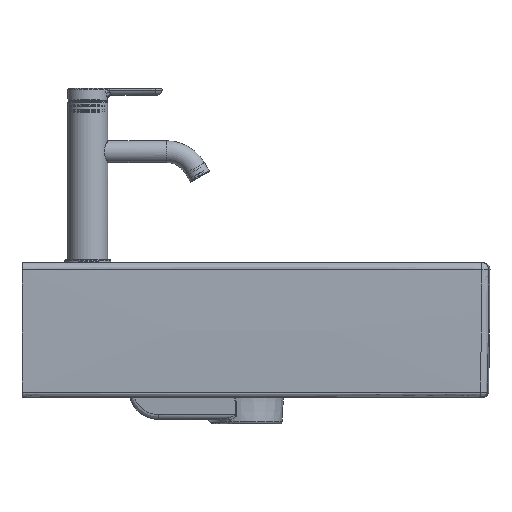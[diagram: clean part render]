
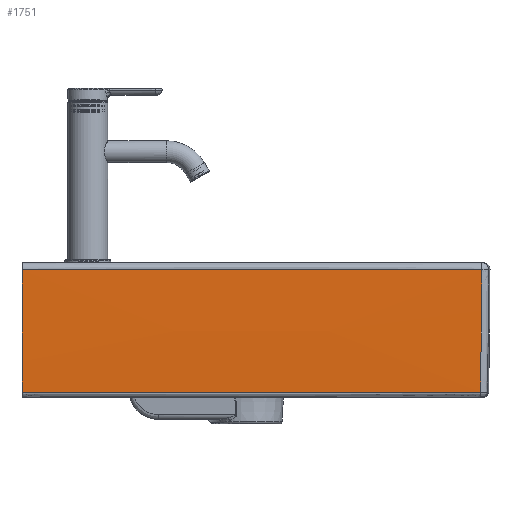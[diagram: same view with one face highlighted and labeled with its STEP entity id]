
A CAD part, front view. The second image highlights one B-rep face of the part: STEP entity #1751.
In plain terms, the highlighted free-form (B-spline) face has degree [3, 2] with [4, 3] control points.
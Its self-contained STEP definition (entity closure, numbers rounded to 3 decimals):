
#1464=CARTESIAN_POINT('',(460.456,-248.143,-130.106));
#1465=VERTEX_POINT('',#1464);
#1658=CARTESIAN_POINT('',(0.,-248.104,-130.105));
#1659=VERTEX_POINT('',#1658);
#1687=CARTESIAN_POINT('',(460.456,-248.143,-130.106));
#1688=CARTESIAN_POINT('',(326.155,-248.75,-130.114));
#1689=CARTESIAN_POINT('',(191.839,-248.816,-130.115));
#1690=CARTESIAN_POINT('',(57.538,-248.341,-130.109));
#1691=CARTESIAN_POINT('',(47.945,-248.307,-130.108));
#1692=CARTESIAN_POINT('',(38.352,-248.27,-130.108));
#1693=CARTESIAN_POINT('',(28.759,-248.231,-130.107));
#1694=CARTESIAN_POINT('',(19.174,-248.191,-130.107));
#1695=CARTESIAN_POINT('',(9.598,-248.149,-130.106));
#1696=CARTESIAN_POINT('',(0.,-248.104,-130.105));
#1697=B_SPLINE_CURVE_WITH_KNOTS('',3,(#1687,#1688,#1689,#1690,#1691,#1692,#1693,#1694,#1695,#1696),.UNSPECIFIED.,.F.,.U.,(4,3,3,4),(141.678,711.931,752.664,793.364),.UNSPECIFIED.);
#1698=EDGE_CURVE('',#1465,#1659,#1697,.T.);
#1703=CARTESIAN_POINT('',(461.818,-249.973,-7.061));
#1704=CARTESIAN_POINT('',(307.88,-250.673,-7.062));
#1705=CARTESIAN_POINT('',(153.938,-250.662,-7.062));
#1706=CARTESIAN_POINT('',(0.,-249.941,-7.061));
#1707=CARTESIAN_POINT('',(461.818,-249.433,-68.589));
#1708=CARTESIAN_POINT('',(307.88,-250.133,-68.594));
#1709=CARTESIAN_POINT('',(153.938,-250.123,-68.594));
#1710=CARTESIAN_POINT('',(0.,-249.401,-68.589));
#1711=CARTESIAN_POINT('',(461.818,-248.136,-130.106));
#1712=CARTESIAN_POINT('',(307.88,-248.837,-130.115));
#1713=CARTESIAN_POINT('',(153.938,-248.826,-130.115));
#1714=CARTESIAN_POINT('',(0.,-248.104,-130.106));
#1722=(BOUNDED_SURFACE()B_SPLINE_SURFACE(3,2,((#1703,#1707,#1711),(#1704,#1708,#1712),(#1705,#1709,#1713),(#1706,#1710,#1714)),.SURF_OF_REVOLUTION.,.F.,.F.,.U.)B_SPLINE_SURFACE_WITH_KNOTS((4,4),(3,3),(78312.373,78774.192),(0.0,1.0),.UNSPECIFIED.)GEOMETRIC_REPRESENTATION_ITEM()RATIONAL_B_SPLINE_SURFACE(((1.0,1.,1.0),(1.0,1.,1.0),(1.0,1.,1.0),(1.0,1.,1.0)))REPRESENTATION_ITEM('')SURFACE());
#1723=ORIENTED_EDGE('',*,*,#1698,.F.);
#1724=CARTESIAN_POINT('',(461.818,-249.973,-7.061));
#1725=VERTEX_POINT('',#1724);
#1726=CARTESIAN_POINT('',(-4561.463,4801.832,62.127));
#1727=DIRECTION('',(0.709,0.705,0.003));
#1728=DIRECTION('',(0.705,-0.709,-0.027));
#1729=AXIS2_PLACEMENT_3D('',#1726,#1727,#1728);
#1730=CIRCLE('',#1729,7124.526);
#1731=EDGE_CURVE('',#1725,#1465,#1730,.T.);
#1732=ORIENTED_EDGE('',*,*,#1731,.F.);
#1733=CARTESIAN_POINT('',(0.,-249.941,-7.061));
#1734=VERTEX_POINT('',#1733);
#1735=CARTESIAN_POINT('',(461.818,-249.973,-7.061));
#1736=CARTESIAN_POINT('',(307.88,-250.673,-7.061));
#1737=CARTESIAN_POINT('',(153.938,-250.662,-7.061));
#1738=CARTESIAN_POINT('',(0.,-249.941,-7.061));
#1739=B_SPLINE_CURVE_WITH_KNOTS('',3,(#1735,#1736,#1737,#1738),.UNSPECIFIED.,.F.,.U.,(4,4),(144.565,797.629),.UNSPECIFIED.);
#1740=EDGE_CURVE('',#1725,#1734,#1739,.T.);
#1741=ORIENTED_EDGE('',*,*,#1740,.T.);
#1742=CARTESIAN_POINT('',(0.,9749.672,80.628));
#1743=DIRECTION('',(-1.,0.0,0.0));
#1744=DIRECTION('',(0.0,0.017,-1.));
#1745=AXIS2_PLACEMENT_3D('',#1742,#1743,#1744);
#1746=ELLIPSE('',#1745,9999.998,9999.997);
#1747=EDGE_CURVE('',#1659,#1734,#1746,.T.);
#1748=ORIENTED_EDGE('',*,*,#1747,.F.);
#1749=EDGE_LOOP('',(#1723,#1732,#1741,#1748));
#1750=FACE_OUTER_BOUND('',#1749,.T.);
#1751=ADVANCED_FACE('',(#1750),#1722,.T.);
